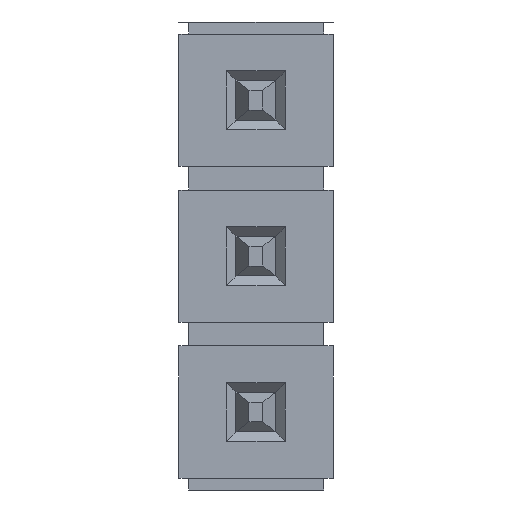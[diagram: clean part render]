
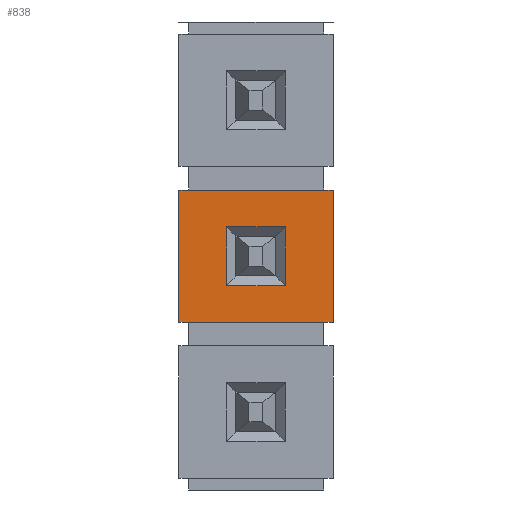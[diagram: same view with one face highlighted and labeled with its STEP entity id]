
A CAD part, front view. The second image highlights one B-rep face of the part: STEP entity #838.
In plain terms, the highlighted planar face has unit normal (0, -1, 0).
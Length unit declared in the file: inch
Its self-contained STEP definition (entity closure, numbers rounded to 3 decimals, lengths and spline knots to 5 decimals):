
#134 = EDGE_CURVE ( 'NONE', #494, #135, #1668, .T. ) ;
#135 = VERTEX_POINT ( 'NONE', #1664 ) ;
#146 = VERTEX_POINT ( 'NONE', #1730 ) ;
#206 = EDGE_CURVE ( 'NONE', #212, #227, #1964, .T. ) ;
#212 = VERTEX_POINT ( 'NONE', #1863 ) ;
#227 = VERTEX_POINT ( 'NONE', #1828 ) ;
#285 = VERTEX_POINT ( 'NONE', #2325 ) ;
#294 = EDGE_CURVE ( 'NONE', #227, #285, #2318, .T. ) ;
#300 = EDGE_CURVE ( 'NONE', #326, #212, #2271, .T. ) ;
#320 = EDGE_CURVE ( 'NONE', #285, #326, #2279, .T. ) ;
#326 = VERTEX_POINT ( 'NONE', #2527 ) ;
#438 = EDGE_CURVE ( 'NONE', #439, #146, #2766, .T. ) ;
#439 = VERTEX_POINT ( 'NONE', #2762 ) ;
#477 = VERTEX_POINT ( 'NONE', #2845 ) ;
#494 = VERTEX_POINT ( 'NONE', #2907 ) ;
#597 = EDGE_CURVE ( 'NONE', #624, #439, #3012, .T. ) ;
#604 = VERTEX_POINT ( 'NONE', #3088 ) ;
#624 = VERTEX_POINT ( 'NONE', #3203 ) ;
#724 = EDGE_CURVE ( 'NONE', #135, #725, #3605, .T. ) ;
#725 = VERTEX_POINT ( 'NONE', #3533 ) ;
#734 = EDGE_LOOP ( 'NONE', ( #735, #736, #801, #905 ) ) ;
#735 = ORIENTED_EDGE ( 'NONE', *, *, #320, .T. ) ;
#736 = ORIENTED_EDGE ( 'NONE', *, *, #300, .T. ) ;
#737 = ORIENTED_EDGE ( 'NONE', *, *, #134, .F. ) ;
#738 = ORIENTED_EDGE ( 'NONE', *, *, #870, .T. ) ;
#739 = ORIENTED_EDGE ( 'NONE', *, *, #770, .T. ) ;
#740 = ORIENTED_EDGE ( 'NONE', *, *, #597, .T. ) ;
#756 = EDGE_CURVE ( 'NONE', #604, #146, #4391, .T. ) ;
#770 = EDGE_CURVE ( 'NONE', #477, #624, #4555, .T. ) ;
#801 = ORIENTED_EDGE ( 'NONE', *, *, #206, .T. ) ;
#836 = EDGE_CURVE ( 'NONE', #725, #604, #3797, .T. ) ;
#838 = ADVANCED_FACE ( 'NONE', ( #3793, #3792 ), #3854, .F. ) ;
#870 = EDGE_CURVE ( 'NONE', #494, #477, #3820, .T. ) ;
#905 = ORIENTED_EDGE ( 'NONE', *, *, #294, .T. ) ;
#906 = EDGE_LOOP ( 'NONE', ( #907, #908, #909, #910, #737, #738, #739, #740 ) ) ;
#907 = ORIENTED_EDGE ( 'NONE', *, *, #438, .T. ) ;
#908 = ORIENTED_EDGE ( 'NONE', *, *, #756, .F. ) ;
#909 = ORIENTED_EDGE ( 'NONE', *, *, #836, .F. ) ;
#910 = ORIENTED_EDGE ( 'NONE', *, *, #724, .F. ) ;
#1664 = CARTESIAN_POINT ( 'NONE',  ( -0.039, 0.005, 0.03329 ) ) ;
#1665 = DIRECTION ( 'NONE',  ( 0., 0., 1. ) ) ;
#1666 = VECTOR ( 'NONE', #1665, 39.37008 ) ;
#1667 = CARTESIAN_POINT ( 'NONE',  ( -0.039, 0.005, 0.03329 ) ) ;
#1668 = LINE ( 'NONE', #1667, #1666 ) ;
#1730 = CARTESIAN_POINT ( 'NONE',  ( 0.039, 0.005, 0.03329 ) ) ;
#1828 = CARTESIAN_POINT ( 'NONE',  ( -0.01485, 0.005, 0.01479 ) ) ;
#1863 = CARTESIAN_POINT ( 'NONE',  ( -0.01485, 0.005, -0.01491 ) ) ;
#1961 = DIRECTION ( 'NONE',  ( 0., 0., 1. ) ) ;
#1962 = VECTOR ( 'NONE', #1961, 39.37008 ) ;
#1963 = CARTESIAN_POINT ( 'NONE',  ( -0.01485, 0.005, 0.00979 ) ) ;
#1964 = LINE ( 'NONE', #1963, #1962 ) ;
#2243 = CARTESIAN_POINT ( 'NONE',  ( 0.01485, 0.005, 0.00979 ) ) ;
#2269 = DIRECTION ( 'NONE',  ( 1., 0., 0. ) ) ;
#2270 = CARTESIAN_POINT ( 'NONE',  ( 0.00985, 0.005, -0.01491 ) ) ;
#2271 = LINE ( 'NONE', #2270, #2309 ) ;
#2279 = LINE ( 'NONE', #2243, #2475 ) ;
#2308 = DIRECTION ( 'NONE',  ( -1., 0., 0. ) ) ;
#2309 = VECTOR ( 'NONE', #2308, 39.37008 ) ;
#2316 = VECTOR ( 'NONE', #2269, 39.37008 ) ;
#2317 = CARTESIAN_POINT ( 'NONE',  ( 0.00985, 0.005, 0.01479 ) ) ;
#2318 = LINE ( 'NONE', #2317, #2316 ) ;
#2325 = CARTESIAN_POINT ( 'NONE',  ( 0.01485, 0.005, 0.01479 ) ) ;
#2474 = DIRECTION ( 'NONE',  ( 0., 0., -1. ) ) ;
#2475 = VECTOR ( 'NONE', #2474, 39.37008 ) ;
#2527 = CARTESIAN_POINT ( 'NONE',  ( 0.01485, 0.005, -0.01491 ) ) ;
#2762 = CARTESIAN_POINT ( 'NONE',  ( 0.039, 0.005, -0.03341 ) ) ;
#2763 = DIRECTION ( 'NONE',  ( 0., 0., 1. ) ) ;
#2764 = VECTOR ( 'NONE', #2763, 39.37008 ) ;
#2765 = CARTESIAN_POINT ( 'NONE',  ( 0.039, 0.005, 0.03329 ) ) ;
#2766 = LINE ( 'NONE', #2765, #2764 ) ;
#2845 = CARTESIAN_POINT ( 'NONE',  ( -0.034, 0.005, -0.03341 ) ) ;
#2907 = CARTESIAN_POINT ( 'NONE',  ( -0.039, 0.005, -0.03341 ) ) ;
#3009 = DIRECTION ( 'NONE',  ( 1., 0., 0. ) ) ;
#3010 = VECTOR ( 'NONE', #3009, 39.37008 ) ;
#3011 = CARTESIAN_POINT ( 'NONE',  ( -0.039, 0.005, -0.03341 ) ) ;
#3012 = LINE ( 'NONE', #3011, #3010 ) ;
#3088 = CARTESIAN_POINT ( 'NONE',  ( 0.0342, 0.005, 0.03329 ) ) ;
#3203 = CARTESIAN_POINT ( 'NONE',  ( 0.0342, 0.005, -0.03341 ) ) ;
#3533 = CARTESIAN_POINT ( 'NONE',  ( -0.034, 0.005, 0.03329 ) ) ;
#3534 = DIRECTION ( 'NONE',  ( 1., 0., 0. ) ) ;
#3535 = VECTOR ( 'NONE', #3534, 39.37008 ) ;
#3536 = CARTESIAN_POINT ( 'NONE',  ( -0.039, 0.005, 0.03329 ) ) ;
#3605 = LINE ( 'NONE', #3536, #3535 ) ;
#3792 = FACE_OUTER_BOUND ( 'NONE', #906, .T. ) ;
#3793 = FACE_BOUND ( 'NONE', #734, .T. ) ;
#3794 = DIRECTION ( 'NONE',  ( 1., 0., 0. ) ) ;
#3795 = VECTOR ( 'NONE', #3794, 39.37008 ) ;
#3796 = CARTESIAN_POINT ( 'NONE',  ( -0.039, 0.005, 0.03329 ) ) ;
#3797 = LINE ( 'NONE', #3796, #3795 ) ;
#3817 = DIRECTION ( 'NONE',  ( 1., 0., 0. ) ) ;
#3818 = VECTOR ( 'NONE', #3817, 39.37008 ) ;
#3819 = CARTESIAN_POINT ( 'NONE',  ( -0.039, 0.005, -0.03341 ) ) ;
#3820 = LINE ( 'NONE', #3819, #3818 ) ;
#3848 = DIRECTION ( 'NONE',  ( 0., 0., 1. ) ) ;
#3849 = DIRECTION ( 'NONE',  ( 0., 1., 0. ) ) ;
#3850 = CARTESIAN_POINT ( 'NONE',  ( -0.039, 0.005, 0.03329 ) ) ;
#3853 = AXIS2_PLACEMENT_3D ( 'NONE', #3850, #3849, #3848 ) ;
#3854 = PLANE ( 'NONE',  #3853 ) ;
#4388 = DIRECTION ( 'NONE',  ( 1., 0., 0. ) ) ;
#4389 = VECTOR ( 'NONE', #4388, 39.37008 ) ;
#4390 = CARTESIAN_POINT ( 'NONE',  ( -0.039, 0.005, 0.03329 ) ) ;
#4391 = LINE ( 'NONE', #4390, #4389 ) ;
#4552 = DIRECTION ( 'NONE',  ( 1., 0., 0. ) ) ;
#4553 = VECTOR ( 'NONE', #4552, 39.37008 ) ;
#4554 = CARTESIAN_POINT ( 'NONE',  ( -0.039, 0.005, -0.03341 ) ) ;
#4555 = LINE ( 'NONE', #4554, #4553 ) ;
